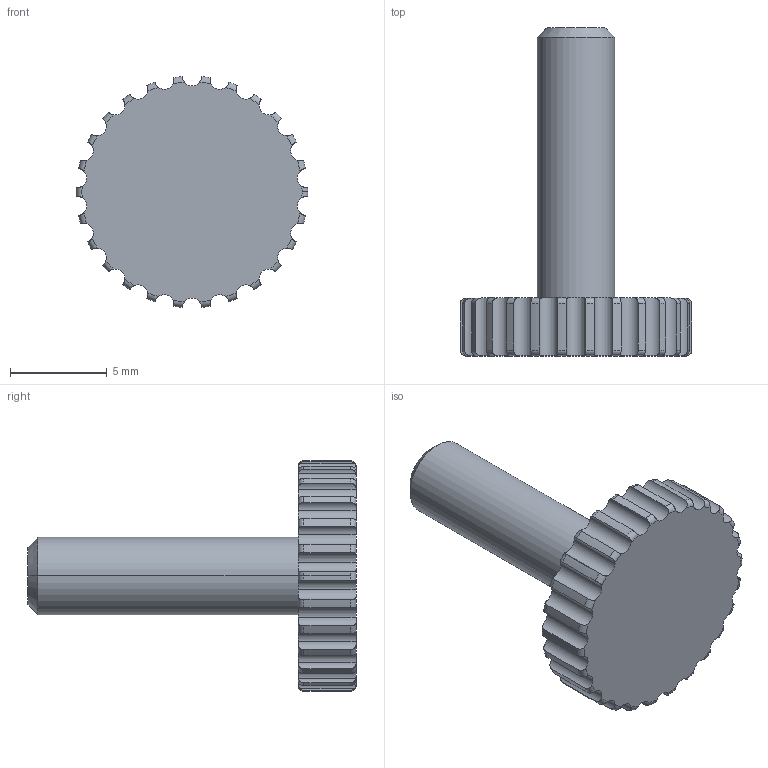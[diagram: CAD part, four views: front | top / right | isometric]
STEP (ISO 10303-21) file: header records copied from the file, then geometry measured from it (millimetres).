
FILE_DESCRIPTION (( 'STEP AP203' ), '1' );
FILE_NAME ('W0003510-86-set screw.STEP', '2024-05-27T12:23:17', ( '' ), ( '' ), 'SwSTEP 2.0', 'SolidWorks 2024', '' );
FILE_SCHEMA (( 'CONFIG_CONTROL_DESIGN' ));
Length unit declared in the file: millimetre
Products named in the file (1): W0003510-86-set screw
Bounding box: 12 x 17 x 11.96 mm (x, y, z)
Volume: 483.2 mm3; surface area: 527.4 mm2
Topology: 1 solids, 1 shells, 126 faces, 366 edges, 243 vertices
Faces by surface type: cylinder 67, torus 54, plane 3, cone 2
Entity records: 4834 total; most frequent: CARTESIAN_POINT 1468, ORIENTED_EDGE 732, DIRECTION 693, EDGE_CURVE 366, AXIS2_PLACEMENT_3D 312, VERTEX_POINT 243, CIRCLE 185, EDGE_LOOP 127
